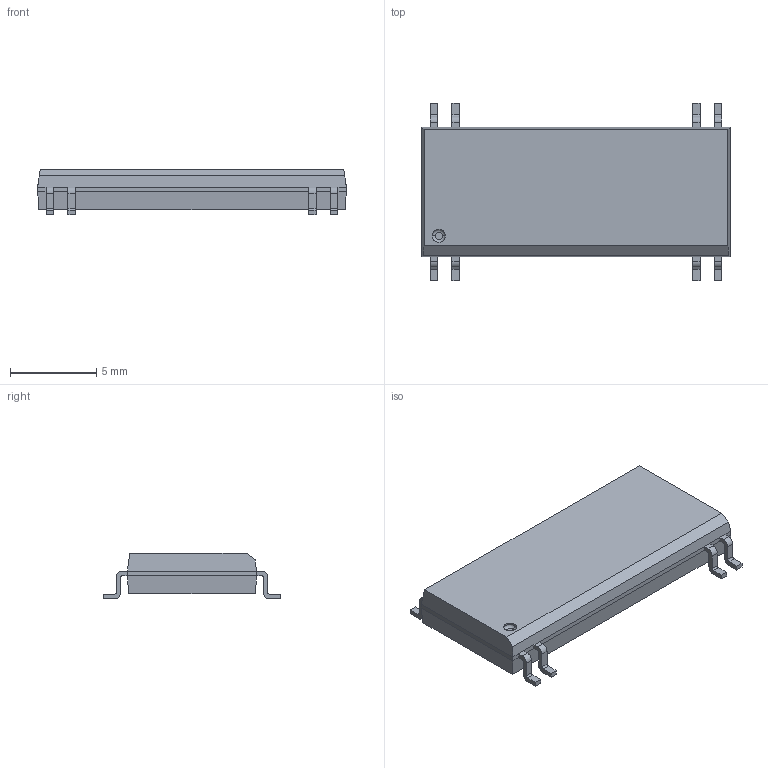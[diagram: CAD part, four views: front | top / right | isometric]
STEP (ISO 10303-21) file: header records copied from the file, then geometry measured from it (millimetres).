
FILE_DESCRIPTION (( 'STEP AP214' ), '1' );
FILE_NAME ('ISO122.STEP', '2018-04-07T07:07:19', ( '' ), ( '' ), 'SwSTEP 2.0', 'SolidWorks 2018', '' );
FILE_SCHEMA (( 'AUTOMOTIVE_DESIGN' ));
Length unit declared in the file: millimetre
Products named in the file (1): ISO122
Bounding box: 17.9 x 10.3 x 2.65 mm (x, y, z)
Volume: 310.3 mm3; surface area: 401.3 mm2
Topology: 1 solids, 1 shells, 132 faces, 345 edges, 216 vertices
Faces by surface type: plane 96, cylinder 34, torus 2
Entity records: 4327 total; most frequent: CARTESIAN_POINT 694, ORIENTED_EDGE 690, DIRECTION 683, EDGE_CURVE 345, VECTOR 273, LINE 273, VERTEX_POINT 216, AXIS2_PLACEMENT_3D 205
